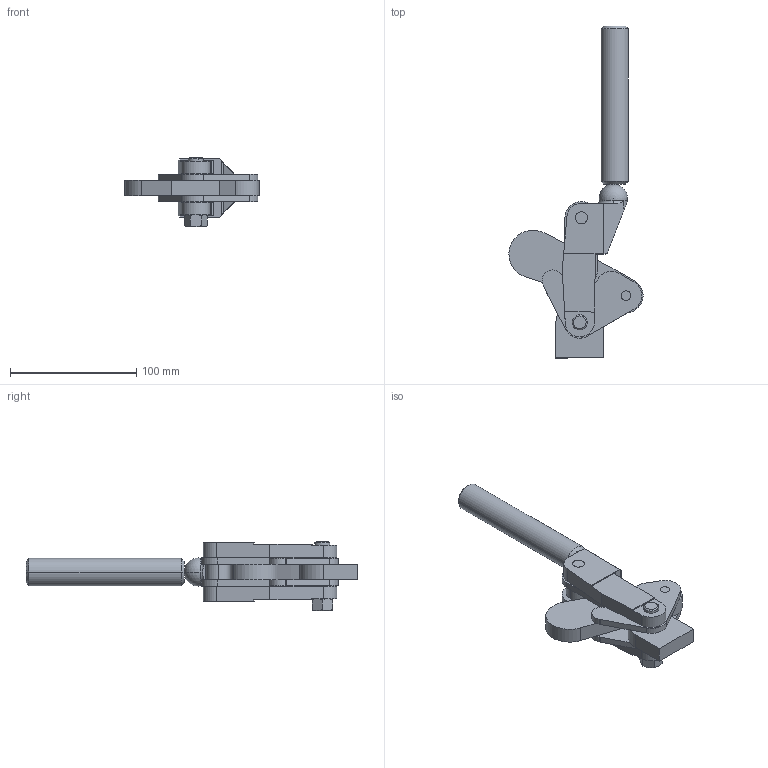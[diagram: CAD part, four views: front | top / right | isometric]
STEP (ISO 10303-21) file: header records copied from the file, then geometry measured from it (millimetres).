
FILE_DESCRIPTION (( 'STEP AP214' ), '1' );
FILE_NAME ('GH-70510(Â²¤Æ).STEP', '2020-03-06T05:22:07', ( 'LinWei' ), ( '' ), 'SwSTEP 2.0', 'SolidWorks 2016', '' );
FILE_SCHEMA (( 'AUTOMOTIVE_DESIGN' ));
Length unit declared in the file: millimetre
Products named in the file (7): 3700829-1^GH-70510(簡化); 17030501-1^GH-70510(簡化); 3700808-1^GH-70510(簡化); Group5^GH-70510(簡化); Group3^GH-70510(簡化); Group1^GH-70510(簡化); GH-70510(簡化)
Assembly tree (6 placements, depth 2):
  GH-70510(簡化)
    Group1^GH-70510(簡化)
    Group3^GH-70510(簡化)
    Group5^GH-70510(簡化)
    3700808-1^GH-70510(簡化)
    17030501-1^GH-70510(簡化)
    3700829-1^GH-70510(簡化)
Bounding box: 106.04 x 262.46 x 54.6 mm (x, y, z)
Volume: 208370 mm3; surface area: 74532.3 mm2
Topology: 6 solids, 7 shells, 166 faces, 416 edges, 270 vertices
Faces by surface type: plane 71, cylinder 68, cone 22, torus 3, sphere 2
Entity records: 5719 total; most frequent: CARTESIAN_POINT 1104, DIRECTION 881, ORIENTED_EDGE 822, EDGE_CURVE 411, AXIS2_PLACEMENT_3D 342, VERTEX_POINT 267, VECTOR 197, LINE 197
